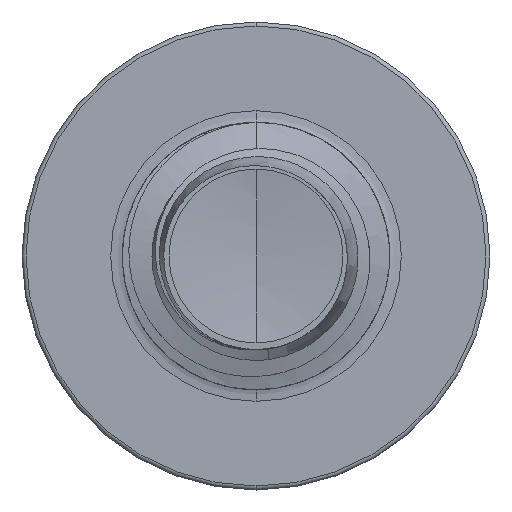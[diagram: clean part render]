
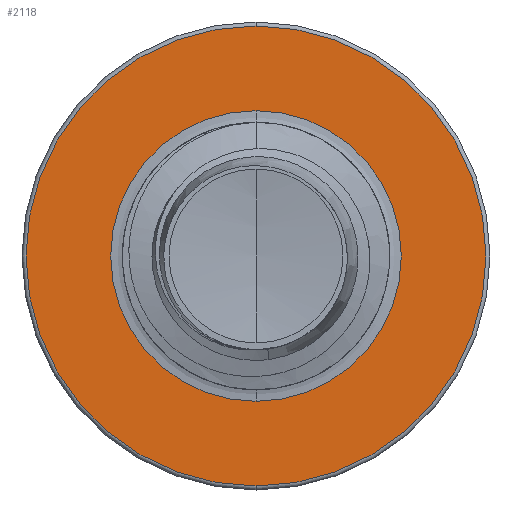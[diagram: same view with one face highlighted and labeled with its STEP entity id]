
A CAD part, front view. The second image highlights one B-rep face of the part: STEP entity #2118.
In plain terms, the highlighted planar face has unit normal (0, -1, 0).
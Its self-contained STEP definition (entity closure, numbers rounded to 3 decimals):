
#330 = CARTESIAN_POINT ( 'NONE',  ( 0., 10., -2.174 ) ) ;
#345 = CARTESIAN_POINT ( 'NONE',  ( 0., 10., -3.44 ) ) ;
#615 = DIRECTION ( 'NONE',  ( 0., 1., 0. ) ) ;
#908 = DIRECTION ( 'NONE',  ( 0., 0., 1. ) ) ;
#1273 = AXIS2_PLACEMENT_3D ( 'NONE', #19812, #12238, #908 ) ;
#2118 = ADVANCED_FACE ( 'NONE', ( #2305, #12361 ), #4612, .F. ) ;
#2305 = FACE_OUTER_BOUND ( 'NONE', #14240, .T. ) ;
#2510 = EDGE_CURVE ( 'NONE', #7035, #3827, #20093, .T. ) ;
#3827 = VERTEX_POINT ( 'NONE', #5006 ) ;
#4612 = PLANE ( 'NONE',  #1273 ) ;
#4703 = CARTESIAN_POINT ( 'NONE',  ( 0., 10., 0. ) ) ;
#5006 = CARTESIAN_POINT ( 'NONE',  ( 0., 10., 3.44 ) ) ;
#5077 = DIRECTION ( 'NONE',  ( 0., 1., 0. ) ) ;
#6591 = DIRECTION ( 'NONE',  ( 0., 0., 1. ) ) ;
#7035 = VERTEX_POINT ( 'NONE', #345 ) ;
#8044 = CIRCLE ( 'NONE', #24416, 3.44 ) ;
#8411 = DIRECTION ( 'NONE',  ( 0., 1., 0. ) ) ;
#8833 = AXIS2_PLACEMENT_3D ( 'NONE', #16462, #5077, #18376 ) ;
#9429 = ORIENTED_EDGE ( 'NONE', *, *, #18690, .T. ) ;
#10298 = ORIENTED_EDGE ( 'NONE', *, *, #2510, .F. ) ;
#11013 = VERTEX_POINT ( 'NONE', #330 ) ;
#11585 = EDGE_LOOP ( 'NONE', ( #23621, #9429 ) ) ;
#11724 = EDGE_CURVE ( 'NONE', #23087, #11013, #18243, .T. ) ;
#11940 = CARTESIAN_POINT ( 'NONE',  ( 0., 10., 0. ) ) ;
#12238 = DIRECTION ( 'NONE',  ( 0., 1., 0. ) ) ;
#12361 = FACE_BOUND ( 'NONE', #11585, .T. ) ;
#13399 = ORIENTED_EDGE ( 'NONE', *, *, #19917, .F. ) ;
#13866 = DIRECTION ( 'NONE',  ( 0., 0., 1. ) ) ;
#14240 = EDGE_LOOP ( 'NONE', ( #13399, #10298 ) ) ;
#14551 = CARTESIAN_POINT ( 'NONE',  ( 0., 10., 2.174 ) ) ;
#16462 = CARTESIAN_POINT ( 'NONE',  ( 0., 10., 0. ) ) ;
#17302 = CIRCLE ( 'NONE', #23154, 2.174 ) ;
#18000 = DIRECTION ( 'NONE',  ( 0., 1., 0. ) ) ;
#18243 = CIRCLE ( 'NONE', #21856, 2.174 ) ;
#18376 = DIRECTION ( 'NONE',  ( 0., 0., 1. ) ) ;
#18690 = EDGE_CURVE ( 'NONE', #11013, #23087, #17302, .T. ) ;
#19812 = CARTESIAN_POINT ( 'NONE',  ( 0., 10., -2.174 ) ) ;
#19826 = CARTESIAN_POINT ( 'NONE',  ( 0., 10., 0. ) ) ;
#19917 = EDGE_CURVE ( 'NONE', #3827, #7035, #8044, .T. ) ;
#20093 = CIRCLE ( 'NONE', #8833, 3.44 ) ;
#21720 = DIRECTION ( 'NONE',  ( 0., 0., 1. ) ) ;
#21856 = AXIS2_PLACEMENT_3D ( 'NONE', #11940, #615, #13866 ) ;
#23087 = VERTEX_POINT ( 'NONE', #14551 ) ;
#23154 = AXIS2_PLACEMENT_3D ( 'NONE', #19826, #8411, #21720 ) ;
#23621 = ORIENTED_EDGE ( 'NONE', *, *, #11724, .T. ) ;
#24416 = AXIS2_PLACEMENT_3D ( 'NONE', #4703, #18000, #6591 ) ;
